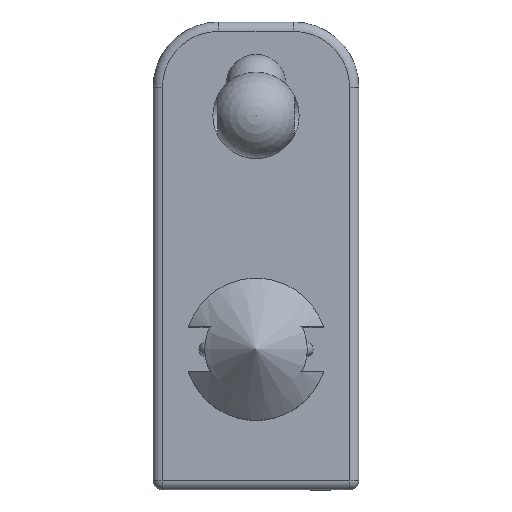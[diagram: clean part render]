
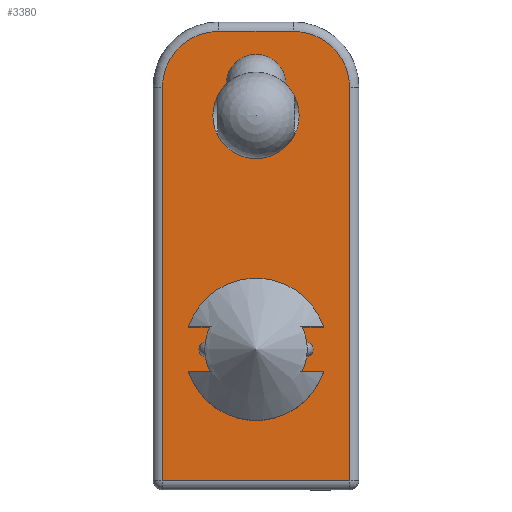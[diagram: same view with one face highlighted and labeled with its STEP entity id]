
A CAD part, top view. The second image highlights one B-rep face of the part: STEP entity #3380.
In plain terms, the highlighted planar face has unit normal (0, 0, 1).
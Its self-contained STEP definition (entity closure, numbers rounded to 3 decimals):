
#15=FACE_BOUND('',#1077,.T.);
#16=FACE_BOUND('',#1078,.T.);
#106=LINE('',#5558,#372);
#108=LINE('',#5591,#374);
#117=LINE('',#5690,#383);
#118=LINE('',#5697,#384);
#119=LINE('',#5700,#385);
#120=LINE('',#5707,#386);
#121=LINE('',#5710,#387);
#122=LINE('',#5717,#388);
#164=LINE('',#5888,#430);
#165=LINE('',#5897,#431);
#167=LINE('',#5909,#433);
#168=LINE('',#5915,#434);
#372=VECTOR('',#4087,10.);
#374=VECTOR('',#4099,10.);
#383=VECTOR('',#4120,10.);
#384=VECTOR('',#4131,10.);
#385=VECTOR('',#4134,10.);
#386=VECTOR('',#4145,10.);
#387=VECTOR('',#4148,10.);
#388=VECTOR('',#4159,10.);
#430=VECTOR('',#4361,10.);
#431=VECTOR('',#4374,10.);
#433=VECTOR('',#4388,10.);
#434=VECTOR('',#4397,10.);
#738=PLANE('',#3688);
#888=FACE_OUTER_BOUND('',#1076,.T.);
#1076=EDGE_LOOP('',(#2783,#2784,#2785,#2786,#2787,#2788));
#1077=EDGE_LOOP('',(#2789,#2790,#2791,#2792,#2793,#2794,#2795,#2796,#2797,
#2798,#2799,#2800,#2801,#2802,#2803,#2804));
#1078=EDGE_LOOP('',(#2805));
#1213=CIRCLE('',#3568,0.4);
#1214=CIRCLE('',#3571,2.2);
#1215=CIRCLE('',#3572,2.2);
#1216=CIRCLE('',#3573,2.2);
#1217=CIRCLE('',#3574,2.2);
#1220=CIRCLE('',#3579,0.4);
#1223=CIRCLE('',#3585,0.4);
#1226=CIRCLE('',#3591,0.4);
#1266=CIRCLE('',#3676,3.);
#1270=CIRCLE('',#3682,3.);
#1274=CIRCLE('',#3689,2.3);
#1490=VERTEX_POINT('',#5556);
#1491=VERTEX_POINT('',#5557);
#1494=VERTEX_POINT('',#5586);
#1495=VERTEX_POINT('',#5590);
#1496=VERTEX_POINT('',#5594);
#1499=VERTEX_POINT('',#5621);
#1500=VERTEX_POINT('',#5623);
#1504=VERTEX_POINT('',#5656);
#1505=VERTEX_POINT('',#5658);
#1508=VERTEX_POINT('',#5685);
#1509=VERTEX_POINT('',#5689);
#1510=VERTEX_POINT('',#5693);
#1511=VERTEX_POINT('',#5699);
#1512=VERTEX_POINT('',#5703);
#1513=VERTEX_POINT('',#5709);
#1514=VERTEX_POINT('',#5713);
#1559=VERTEX_POINT('',#5877);
#1562=VERTEX_POINT('',#5884);
#1564=VERTEX_POINT('',#5890);
#1565=VERTEX_POINT('',#5895);
#1566=VERTEX_POINT('',#5899);
#1568=VERTEX_POINT('',#5905);
#1571=VERTEX_POINT('',#5916);
#1876=EDGE_CURVE('',#1490,#1491,#106,.T.);
#1881=EDGE_CURVE('',#1491,#1494,#1213,.T.);
#1882=EDGE_CURVE('',#1494,#1495,#108,.T.);
#1884=EDGE_CURVE('',#1496,#1490,#1214,.T.);
#1888=EDGE_CURVE('',#1500,#1499,#1215,.T.);
#1894=EDGE_CURVE('',#1505,#1504,#1216,.T.);
#1898=EDGE_CURVE('',#1495,#1508,#1217,.T.);
#1899=EDGE_CURVE('',#1508,#1509,#117,.T.);
#1902=EDGE_CURVE('',#1509,#1510,#1220,.T.);
#1903=EDGE_CURVE('',#1510,#1505,#118,.T.);
#1904=EDGE_CURVE('',#1504,#1511,#119,.T.);
#1907=EDGE_CURVE('',#1511,#1512,#1223,.T.);
#1908=EDGE_CURVE('',#1512,#1500,#120,.T.);
#1909=EDGE_CURVE('',#1499,#1513,#121,.T.);
#1912=EDGE_CURVE('',#1513,#1514,#1226,.T.);
#1913=EDGE_CURVE('',#1514,#1496,#122,.T.);
#1998=EDGE_CURVE('',#1559,#1562,#164,.T.);
#2001=EDGE_CURVE('',#1562,#1564,#1266,.T.);
#2003=EDGE_CURVE('',#1564,#1565,#165,.T.);
#2006=EDGE_CURVE('',#1565,#1566,#1270,.T.);
#2009=EDGE_CURVE('',#1566,#1568,#167,.T.);
#2012=EDGE_CURVE('',#1568,#1559,#168,.T.);
#2013=EDGE_CURVE('',#1571,#1571,#1274,.T.);
#2783=ORIENTED_EDGE('',*,*,#2009,.F.);
#2784=ORIENTED_EDGE('',*,*,#2006,.F.);
#2785=ORIENTED_EDGE('',*,*,#2003,.F.);
#2786=ORIENTED_EDGE('',*,*,#2001,.F.);
#2787=ORIENTED_EDGE('',*,*,#1998,.F.);
#2788=ORIENTED_EDGE('',*,*,#2012,.F.);
#2789=ORIENTED_EDGE('',*,*,#1894,.T.);
#2790=ORIENTED_EDGE('',*,*,#1904,.T.);
#2791=ORIENTED_EDGE('',*,*,#1907,.T.);
#2792=ORIENTED_EDGE('',*,*,#1908,.T.);
#2793=ORIENTED_EDGE('',*,*,#1888,.T.);
#2794=ORIENTED_EDGE('',*,*,#1909,.T.);
#2795=ORIENTED_EDGE('',*,*,#1912,.T.);
#2796=ORIENTED_EDGE('',*,*,#1913,.T.);
#2797=ORIENTED_EDGE('',*,*,#1884,.T.);
#2798=ORIENTED_EDGE('',*,*,#1876,.T.);
#2799=ORIENTED_EDGE('',*,*,#1881,.T.);
#2800=ORIENTED_EDGE('',*,*,#1882,.T.);
#2801=ORIENTED_EDGE('',*,*,#1898,.T.);
#2802=ORIENTED_EDGE('',*,*,#1899,.T.);
#2803=ORIENTED_EDGE('',*,*,#1902,.T.);
#2804=ORIENTED_EDGE('',*,*,#1903,.T.);
#2805=ORIENTED_EDGE('',*,*,#2013,.T.);
#3380=ADVANCED_FACE('',(#888,#15,#16),#738,.T.);
#3568=AXIS2_PLACEMENT_3D('',#5588,#4095,#4096);
#3571=AXIS2_PLACEMENT_3D('',#5595,#4103,#4104);
#3572=AXIS2_PLACEMENT_3D('',#5624,#4107,#4108);
#3573=AXIS2_PLACEMENT_3D('',#5659,#4112,#4113);
#3574=AXIS2_PLACEMENT_3D('',#5687,#4116,#4117);
#3579=AXIS2_PLACEMENT_3D('',#5695,#4127,#4128);
#3585=AXIS2_PLACEMENT_3D('',#5705,#4141,#4142);
#3591=AXIS2_PLACEMENT_3D('',#5715,#4155,#4156);
#3676=AXIS2_PLACEMENT_3D('',#5893,#4368,#4369);
#3682=AXIS2_PLACEMENT_3D('',#5903,#4381,#4382);
#3688=AXIS2_PLACEMENT_3D('',#5914,#4395,#4396);
#3689=AXIS2_PLACEMENT_3D('',#5917,#4398,#4399);
#4087=DIRECTION('',(-1.,0.,0.));
#4095=DIRECTION('center_axis',(0.,0.,-1.));
#4096=DIRECTION('ref_axis',(-1.,0.,0.));
#4099=DIRECTION('',(1.,0.,0.));
#4103=DIRECTION('center_axis',(0.,0.,-1.));
#4104=DIRECTION('ref_axis',(-1.,0.,0.));
#4107=DIRECTION('center_axis',(0.,0.,-1.));
#4108=DIRECTION('ref_axis',(-1.,0.,0.));
#4112=DIRECTION('center_axis',(0.,0.,-1.));
#4113=DIRECTION('ref_axis',(-1.,0.,0.));
#4116=DIRECTION('center_axis',(0.,0.,-1.));
#4117=DIRECTION('ref_axis',(-1.,0.,0.));
#4120=DIRECTION('',(0.,1.,0.));
#4127=DIRECTION('center_axis',(0.,0.,-1.));
#4128=DIRECTION('ref_axis',(0.,1.,0.));
#4131=DIRECTION('',(0.,-1.,0.));
#4134=DIRECTION('',(1.,0.,0.));
#4141=DIRECTION('center_axis',(0.,0.,-1.));
#4142=DIRECTION('ref_axis',(1.,0.,0.));
#4145=DIRECTION('',(-1.,0.,0.));
#4148=DIRECTION('',(0.,-1.,0.));
#4155=DIRECTION('center_axis',(0.,0.,-1.));
#4156=DIRECTION('ref_axis',(0.,-1.,0.));
#4159=DIRECTION('',(0.,1.,0.));
#4361=DIRECTION('',(0.,1.,0.));
#4368=DIRECTION('center_axis',(0.,0.,-1.));
#4369=DIRECTION('ref_axis',(-0.707,0.707,0.));
#4374=DIRECTION('',(1.,0.,0.));
#4381=DIRECTION('center_axis',(0.,0.,-1.));
#4382=DIRECTION('ref_axis',(0.707,0.707,0.));
#4388=DIRECTION('',(0.,-1.,0.));
#4395=DIRECTION('center_axis',(0.,0.,1.));
#4396=DIRECTION('ref_axis',(1.,0.,0.));
#4397=DIRECTION('',(-1.,0.,0.));
#4398=DIRECTION('center_axis',(0.,0.,-1.));
#4399=DIRECTION('ref_axis',(-1.,0.,0.));
#5556=CARTESIAN_POINT('',(-2.163,-0.4,0.));
#5557=CARTESIAN_POINT('',(-2.65,-0.4,0.));
#5558=CARTESIAN_POINT('',(-1.325,-0.4,0.));
#5586=CARTESIAN_POINT('',(-2.65,0.4,0.));
#5588=CARTESIAN_POINT('Origin',(-2.65,0.,0.));
#5590=CARTESIAN_POINT('',(-2.163,0.4,0.));
#5591=CARTESIAN_POINT('',(-1.082,0.4,0.));
#5594=CARTESIAN_POINT('',(-0.4,-2.163,0.));
#5595=CARTESIAN_POINT('Origin',(0.,0.,0.));
#5621=CARTESIAN_POINT('',(0.4,-2.163,0.));
#5623=CARTESIAN_POINT('',(2.163,-0.4,0.));
#5624=CARTESIAN_POINT('Origin',(0.,0.,0.));
#5656=CARTESIAN_POINT('',(2.163,0.4,0.));
#5658=CARTESIAN_POINT('',(0.4,2.163,0.));
#5659=CARTESIAN_POINT('Origin',(0.,0.,0.));
#5685=CARTESIAN_POINT('',(-0.4,2.163,0.));
#5687=CARTESIAN_POINT('Origin',(0.,0.,0.));
#5689=CARTESIAN_POINT('',(-0.4,2.65,0.));
#5690=CARTESIAN_POINT('',(-0.4,3.825,0.));
#5693=CARTESIAN_POINT('',(0.4,2.65,0.));
#5695=CARTESIAN_POINT('Origin',(0.,2.65,0.));
#5697=CARTESIAN_POINT('',(0.4,3.582,0.));
#5699=CARTESIAN_POINT('',(2.65,0.4,0.));
#5700=CARTESIAN_POINT('',(1.325,0.4,0.));
#5703=CARTESIAN_POINT('',(2.65,-0.4,0.));
#5705=CARTESIAN_POINT('Origin',(2.65,0.,0.));
#5707=CARTESIAN_POINT('',(1.082,-0.4,0.));
#5709=CARTESIAN_POINT('',(0.4,-2.65,0.));
#5710=CARTESIAN_POINT('',(0.4,1.175,0.));
#5713=CARTESIAN_POINT('',(-0.4,-2.65,0.));
#5715=CARTESIAN_POINT('Origin',(0.,-2.65,0.));
#5717=CARTESIAN_POINT('',(-0.4,1.418,0.));
#5877=CARTESIAN_POINT('',(-5.,-7.,0.));
#5884=CARTESIAN_POINT('',(-5.,14.,0.));
#5888=CARTESIAN_POINT('',(-5.,-1.25,0.));
#5890=CARTESIAN_POINT('',(-2.,17.,0.));
#5893=CARTESIAN_POINT('Origin',(-2.,14.,0.));
#5895=CARTESIAN_POINT('',(2.,17.,0.));
#5897=CARTESIAN_POINT('',(-1.,17.,0.));
#5899=CARTESIAN_POINT('',(5.,14.,0.));
#5903=CARTESIAN_POINT('Origin',(2.,14.,0.));
#5905=CARTESIAN_POINT('',(5.,-7.,0.));
#5909=CARTESIAN_POINT('',(5.,9.5,0.));
#5914=CARTESIAN_POINT('Origin',(0.,5.,0.));
#5915=CARTESIAN_POINT('',(2.75,-7.,0.));
#5916=CARTESIAN_POINT('',(2.3,12.5,0.));
#5917=CARTESIAN_POINT('Origin',(0.,12.5,0.));
